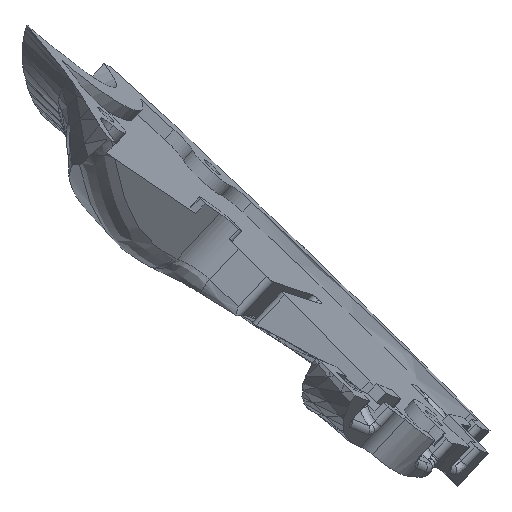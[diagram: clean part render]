
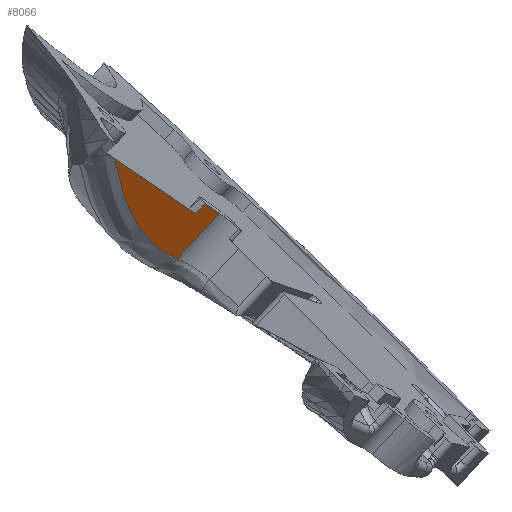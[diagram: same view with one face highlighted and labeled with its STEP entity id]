
A CAD part, front view. The second image highlights one B-rep face of the part: STEP entity #8066.
In plain terms, the highlighted planar face has unit normal (0.515, -0.623, -0.589).
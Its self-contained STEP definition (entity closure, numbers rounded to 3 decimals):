
#209=DIRECTION('',(0.526,0.772,-0.357));
#210=VECTOR('',#209,22.557);
#211=CARTESIAN_POINT('',(56.805,-61.508,-46.746));
#212=LINE('',#211,#210);
#302=DIRECTION('',(-0.677,0.126,-0.725));
#303=VECTOR('',#302,2.);
#304=CARTESIAN_POINT('',(70.025,-44.348,-53.346));
#305=LINE('',#304,#303);
#306=DIRECTION('',(0.677,-0.126,0.725));
#307=VECTOR('',#306,9.164);
#308=CARTESIAN_POINT('',(65.96,-40.049,-61.442));
#309=LINE('',#308,#307);
#310=DIRECTION('',(0.591,0.756,-0.283));
#311=VECTOR('',#310,0.735);
#312=CARTESIAN_POINT('',(65.526,-40.605,-61.234));
#313=LINE('',#312,#311);
#314=CARTESIAN_POINT('',(56.805,-61.508,-46.746));
#315=CARTESIAN_POINT('',(56.911,-60.858,-47.341));
#316=CARTESIAN_POINT('',(57.377,-58.187,-49.759));
#317=CARTESIAN_POINT('',(58.247,-54.452,-52.949));
#318=CARTESIAN_POINT('',(59.796,-50.189,-56.104));
#319=CARTESIAN_POINT('',(61.048,-47.518,-57.835));
#320=CARTESIAN_POINT('',(62.244,-45.375,-59.056));
#321=CARTESIAN_POINT('',(63.246,-43.761,-59.888));
#322=CARTESIAN_POINT('',(64.154,-42.435,-60.497));
#323=CARTESIAN_POINT('',(64.828,-41.516,-60.88));
#324=CARTESIAN_POINT('',(65.174,-41.06,-61.061));
#325=CARTESIAN_POINT('',(65.349,-40.832,-61.148));
#326=CARTESIAN_POINT('',(65.45,-40.702,-61.198));
#327=CARTESIAN_POINT('',(65.5,-40.637,-61.222));
#328=CARTESIAN_POINT('',(65.526,-40.605,-61.234));
#362=DIRECTION('',(0.526,0.772,-0.357));
#363=VECTOR('',#362,4.07);
#364=CARTESIAN_POINT('',(70.025,-44.348,-53.346));
#365=LINE('',#364,#363);
#6510=CARTESIAN_POINT('',(65.96,-40.049,
-61.442));
#6511=CARTESIAN_POINT('',(72.166,-41.206,
-54.799));
#6512=VERTEX_POINT('',#6510);
#6513=VERTEX_POINT('',#6511);
#7453=CARTESIAN_POINT('',(70.025,-44.348,
-53.346));
#7455=VERTEX_POINT('',#7453);
#7483=CARTESIAN_POINT('',(56.805,-61.508,
-46.746));
#7484=CARTESIAN_POINT('',(68.67,-44.096,
-54.796));
#7485=VERTEX_POINT('',#7483);
#7486=VERTEX_POINT('',#7484);
#7547=CARTESIAN_POINT('',(65.526,-40.605,
-61.234));
#7548=VERTEX_POINT('',#7547);
#8049=CARTESIAN_POINT('',(55.835,-65.171,
-43.72));
#8050=DIRECTION('',(-0.515,0.623,0.589));
#8051=DIRECTION('',(0.,-0.687,0.727));
#8052=AXIS2_PLACEMENT_3D('',#8049,#8050,#8051);
#8053=PLANE('',#8052);
#8054=ORIENTED_EDGE('',*,*,#7893,.T.);
#8056=ORIENTED_EDGE('',*,*,#8055,.F.);
#8058=ORIENTED_EDGE('',*,*,#8057,.T.);
#8060=ORIENTED_EDGE('',*,*,#8059,.F.);
#8062=ORIENTED_EDGE('',*,*,#8061,.F.);
#8063=ORIENTED_EDGE('',*,*,#8036,.F.);
#8064=EDGE_LOOP('',(#8054,#8056,#8058,#8060,#8062,#8063));
#8065=FACE_OUTER_BOUND('',#8064,.F.);
#8066=ADVANCED_FACE('',(#8065),#8053,.F.);
#329=B_SPLINE_CURVE_WITH_KNOTS('',3,(#314,#315,#316,#317,#318,#319,#320,#321,
#322,#323,#324,#325,#326,#327,#328),.UNSPECIFIED.,.F.,.F.,(4,1,1,1,1,1,1,1,1,1,
1,1,4),(0.,0.097,0.398,0.549,
0.699,0.774,0.85,0.925,
0.962,0.981,0.991,0.995,1.),
.UNSPECIFIED.);
#7893=EDGE_CURVE('',#7485,#7486,#212,.T.);
#8036=EDGE_CURVE('',#7485,#7548,#329,.T.);
#8055=EDGE_CURVE('',#7455,#7486,#305,.T.);
#8057=EDGE_CURVE('',#7455,#6513,#365,.T.);
#8059=EDGE_CURVE('',#6512,#6513,#309,.T.);
#8061=EDGE_CURVE('',#7548,#6512,#313,.T.);
